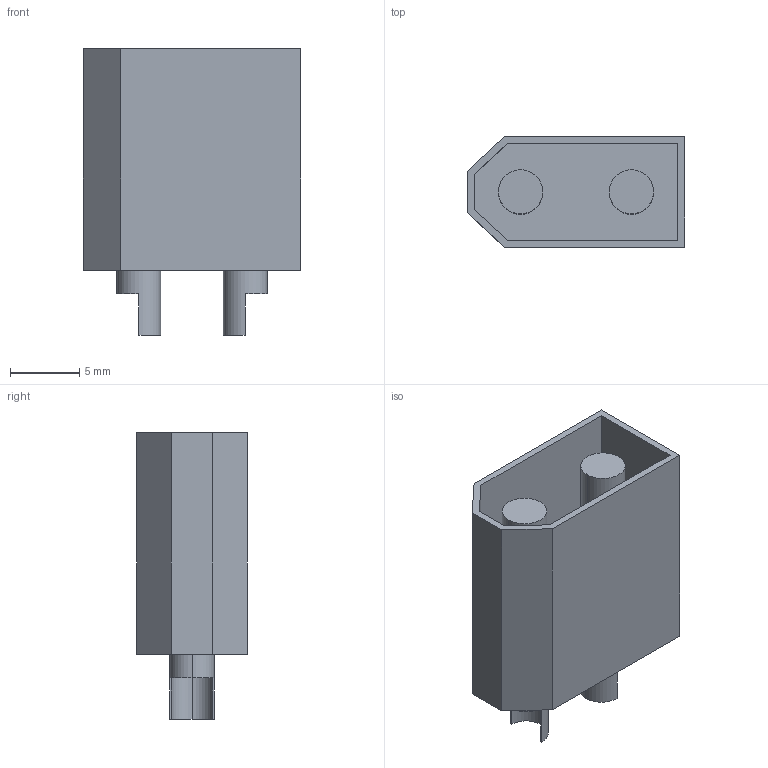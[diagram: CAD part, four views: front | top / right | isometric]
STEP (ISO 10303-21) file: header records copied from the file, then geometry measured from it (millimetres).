
FILE_DESCRIPTION (( 'STEP AP203' ), '1' );
FILE_NAME ('xt僐僱僋僞 僆僗.STEP', '2019-04-19T09:04:18', ( '' ), ( '' ), 'SwSTEP 2.0', 'SolidWorks 2018', '' );
FILE_SCHEMA (( 'CONFIG_CONTROL_DESIGN' ));
Length unit declared in the file: millimetre
Products named in the file (1): xtコネクタ オス
Bounding box: 15.7 x 8 x 20.7 mm (x, y, z)
Volume: 628.5 mm3; surface area: 1995.7 mm2
Topology: 1 solids, 1 shells, 39 faces, 96 edges, 64 vertices
Faces by surface type: plane 27, cylinder 12
Entity records: 1239 total; most frequent: DIRECTION 208, CARTESIAN_POINT 200, ORIENTED_EDGE 192, EDGE_CURVE 96, AXIS2_PLACEMENT_3D 72, LINE 64, VECTOR 64, VERTEX_POINT 64
